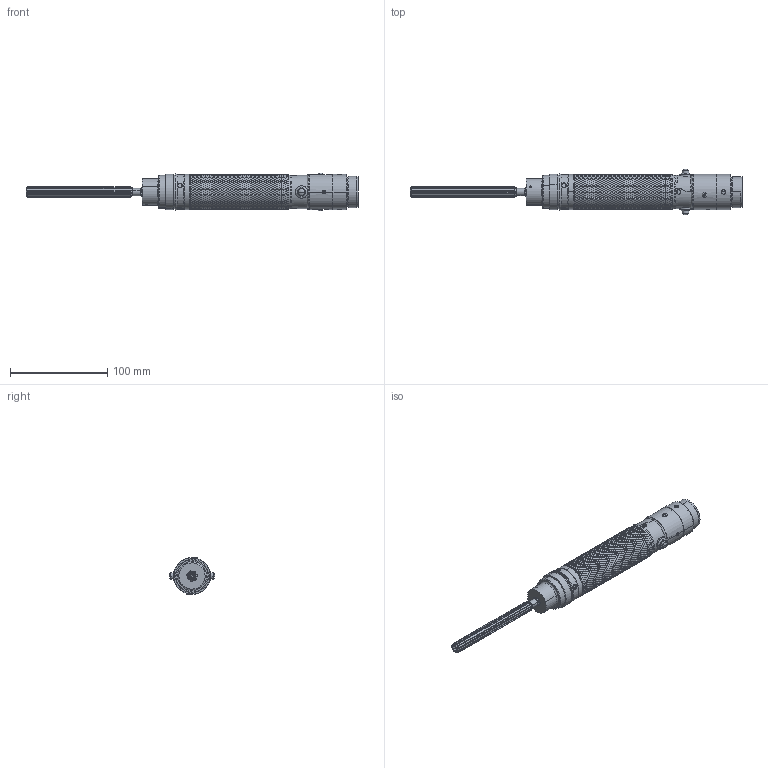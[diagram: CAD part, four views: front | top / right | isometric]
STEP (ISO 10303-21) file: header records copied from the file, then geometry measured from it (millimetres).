
FILE_DESCRIPTION((''),'2;1');
FILE_NAME('PRT0019','2020-09-28T18:10:08',('INEVDh'),(''),'CREO PARAMETRIC BY PTC INC, 2018100','CREO PARAMETRIC BY PTC INC, 2018100','');
FILE_SCHEMA(('CONFIG_CONTROL_DESIGN'));
Products named in the file (1): PRT0019
Bounding box: 341.2 x 46.5 x 39 mm (x, y, z)
Volume: 183610.8 mm3; surface area: 64008.4 mm2
Topology: 12 solids, 12 shells, 12700 faces, 26875 edges, 14253 vertices
Faces by surface type: bspline 8983, cylinder 2562, plane 905, cone 139, torus 95, sphere 12, extrusion 4
Entity records: 546677 total; most frequent: CARTESIAN_POINT 344339, ORIENTED_EDGE 53694, EDGE_CURVE 26847, B_SPLINE_CURVE_WITH_KNOTS 18359, DIRECTION 17420, VERTEX_POINT 14252, EDGE_LOOP 12869, FACE_OUTER_BOUND 12700
